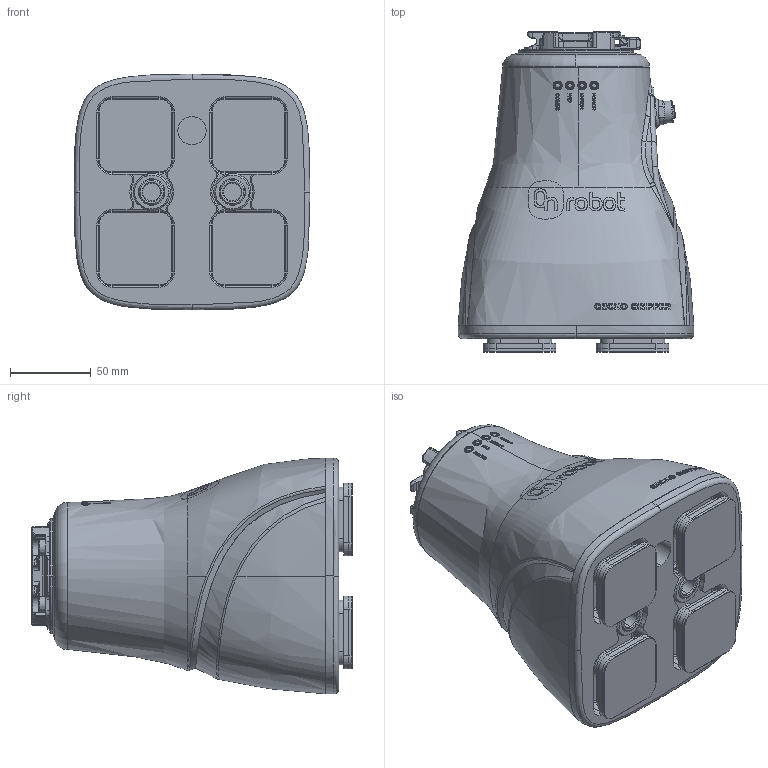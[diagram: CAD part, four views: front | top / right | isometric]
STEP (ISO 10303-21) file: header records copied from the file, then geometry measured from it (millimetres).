
FILE_DESCRIPTION (( 'STEP AP214' ), '1' );
FILE_NAME ('Gecko_Gripper.STEP', '2019-08-05T14:18:38', ( '' ), ( '' ), 'SwSTEP 2.0', 'SolidWorks 2019', '' );
FILE_SCHEMA (( 'AUTOMOTIVE_DESIGN' ));
Length unit declared in the file: millimetre
Products named in the file (15): 102399; 102390; 102391; 102401; 102389; 102398_PLTR2-16MM; 102397; 102392; 102403; 102395_91938A160; 102394; 102396; 102400; 102393; Gecko_Gripper
Assembly tree (26 placements, depth 4):
  Gecko_Gripper
    102389
      102397
      102400
      102398_PLTR2-16MM  x4
      102401
      102399
      102393  x2
      102394  x2
      102396
      102390
        102391  x4
        102392  x4
      102395_91938A160  x2
    102403
Bounding box: 146 x 198.55 x 146 mm (x, y, z)
Volume: 522841.6 mm3; surface area: 335207.9 mm2
Topology: 18 solids, 69 shells, 2068 faces, 5868 edges, 3979 vertices
Faces by surface type: cylinder 843, plane 494, bspline 319, cone 310, torus 94, sphere 8
Entity records: 164894 total; most frequent: CARTESIAN_POINT 115800, ORIENTED_EDGE 8973, DIRECTION 7302, EDGE_CURVE 4651, VERTEX_POINT 3189, AXIS2_PLACEMENT_3D 2880, EDGE_LOOP 1803, ADVANCED_FACE 1593
